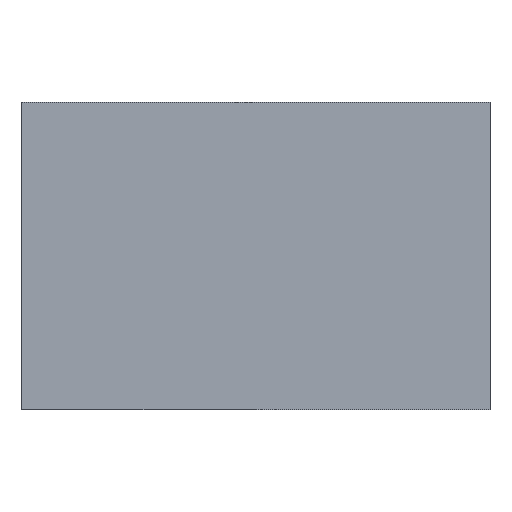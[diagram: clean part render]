
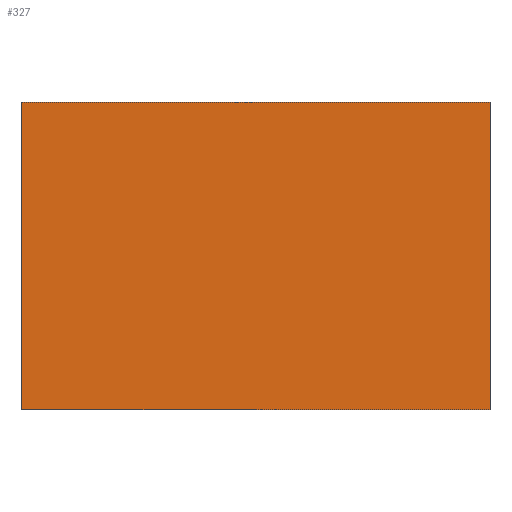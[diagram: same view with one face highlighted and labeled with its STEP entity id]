
A CAD part, front view. The second image highlights one B-rep face of the part: STEP entity #327.
In plain terms, the highlighted planar face has unit normal (0, -1, 0).
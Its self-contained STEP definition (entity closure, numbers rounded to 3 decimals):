
#7 = ORIENTED_EDGE ( 'NONE', *, *, #308, .F. ) ;
#17 = DIRECTION ( 'NONE',  ( 0., 0., 1. ) ) ;
#98 = EDGE_CURVE ( 'NONE', #191, #970, #990, .T. ) ;
#118 = PLANE ( 'NONE',  #497 ) ;
#181 = CARTESIAN_POINT ( 'NONE',  ( -33.108, 0., 10.58 ) ) ;
#185 = CARTESIAN_POINT ( 'NONE',  ( -21.608, 0., 18.13 ) ) ;
#191 = VERTEX_POINT ( 'NONE', #306 ) ;
#280 = DIRECTION ( 'NONE',  ( -1., 0., 0. ) ) ;
#294 = CARTESIAN_POINT ( 'NONE',  ( -33.108, 0., 18.13 ) ) ;
#306 = CARTESIAN_POINT ( 'NONE',  ( -33.108, 0., 10.58 ) ) ;
#308 = EDGE_CURVE ( 'NONE', #309, #339, #408, .T. ) ;
#309 = VERTEX_POINT ( 'NONE', #185 ) ;
#327 = ADVANCED_FACE ( 'NONE', ( #379 ), #118, .T. ) ;
#339 = VERTEX_POINT ( 'NONE', #523 ) ;
#355 = EDGE_LOOP ( 'NONE', ( #898, #834, #7, #1109 ) ) ;
#379 = FACE_OUTER_BOUND ( 'NONE', #355, .T. ) ;
#408 = LINE ( 'NONE', #612, #594 ) ;
#444 = CARTESIAN_POINT ( 'NONE',  ( 0., 0., 0. ) ) ;
#461 = VECTOR ( 'NONE', #280, 1000. ) ;
#497 = AXIS2_PLACEMENT_3D ( 'NONE', #444, #1019, #942 ) ;
#523 = CARTESIAN_POINT ( 'NONE',  ( -21.608, 0., 10.58 ) ) ;
#543 = DIRECTION ( 'NONE',  ( 0., 0., -1. ) ) ;
#594 = VECTOR ( 'NONE', #543, 1000. ) ;
#612 = CARTESIAN_POINT ( 'NONE',  ( -21.608, 0., 18.13 ) ) ;
#682 = LINE ( 'NONE', #294, #930 ) ;
#749 = EDGE_CURVE ( 'NONE', #339, #191, #906, .T. ) ;
#784 = DIRECTION ( 'NONE',  ( 1., 0., 0. ) ) ;
#834 = ORIENTED_EDGE ( 'NONE', *, *, #749, .F. ) ;
#898 = ORIENTED_EDGE ( 'NONE', *, *, #98, .F. ) ;
#906 = LINE ( 'NONE', #181, #461 ) ;
#930 = VECTOR ( 'NONE', #784, 1000. ) ;
#937 = VECTOR ( 'NONE', #17, 1000. ) ;
#942 = DIRECTION ( 'NONE',  ( 0., 0., -1. ) ) ;
#948 = EDGE_CURVE ( 'NONE', #970, #309, #682, .T. ) ;
#970 = VERTEX_POINT ( 'NONE', #1047 ) ;
#990 = LINE ( 'NONE', #1053, #937 ) ;
#1019 = DIRECTION ( 'NONE',  ( 0., -1., 0. ) ) ;
#1047 = CARTESIAN_POINT ( 'NONE',  ( -33.108, 0., 18.13 ) ) ;
#1053 = CARTESIAN_POINT ( 'NONE',  ( -33.108, 0., 18.13 ) ) ;
#1109 = ORIENTED_EDGE ( 'NONE', *, *, #948, .F. ) ;
